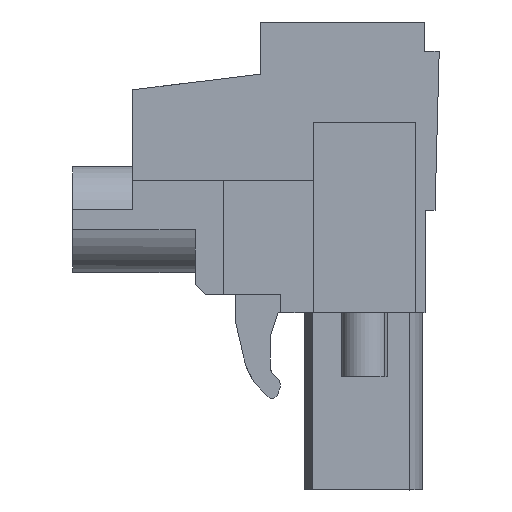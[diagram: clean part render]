
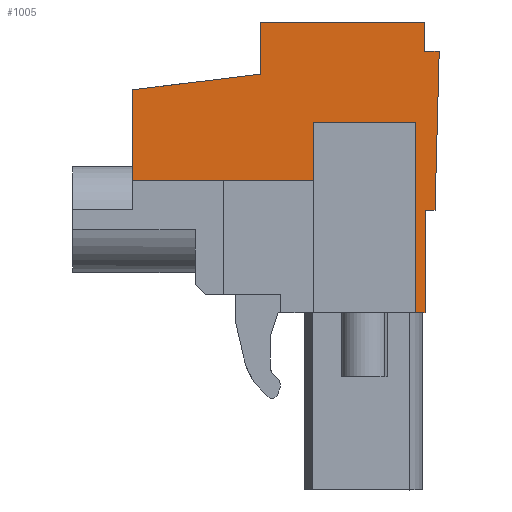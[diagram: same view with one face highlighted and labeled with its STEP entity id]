
A CAD part, left-side view. The second image highlights one B-rep face of the part: STEP entity #1005.
In plain terms, the highlighted planar face has unit normal (-1, 0, 0).
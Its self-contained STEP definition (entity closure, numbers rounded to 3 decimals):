
#905=AXIS2_PLACEMENT_3D('Plane Axis2P3D',#902,#903,#904) ;
#40=CARTESIAN_POINT('Vertex',(4.94,8.9,20.75)) ;
#45=CARTESIAN_POINT('Line Origine',(4.94,8.9,22.05)) ;
#49=CARTESIAN_POINT('Vertex',(4.94,8.9,23.35)) ;
#775=CARTESIAN_POINT('Vertex',(4.94,15.25,19.97)) ;
#778=CARTESIAN_POINT('Line Origine',(4.94,12.075,20.36)) ;
#902=CARTESIAN_POINT('Axis2P3D Location',(4.94,-1.91,-25.3)) ;
#907=CARTESIAN_POINT('Line Origine',(4.94,0.908,8.85)) ;
#911=CARTESIAN_POINT('Vertex',(4.94,1.139,8.85)) ;
#913=CARTESIAN_POINT('Vertex',(4.94,0.677,8.85)) ;
#916=CARTESIAN_POINT('Line Origine',(4.94,0.664,11.4)) ;
#920=CARTESIAN_POINT('Vertex',(4.94,0.65,13.95)) ;
#923=CARTESIAN_POINT('Line Origine',(4.94,0.414,13.95)) ;
#927=CARTESIAN_POINT('Vertex',(4.94,0.179,13.95)) ;
#930=CARTESIAN_POINT('Line Origine',(4.94,0.075,17.925)) ;
#934=CARTESIAN_POINT('Vertex',(4.94,-0.029,21.9)) ;
#937=CARTESIAN_POINT('Line Origine',(4.94,0.335,21.9)) ;
#941=CARTESIAN_POINT('Vertex',(4.94,0.7,21.9)) ;
#944=CARTESIAN_POINT('Line Origine',(4.94,0.7,22.625)) ;
#948=CARTESIAN_POINT('Vertex',(4.94,0.7,23.35)) ;
#951=CARTESIAN_POINT('Line Origine',(4.94,4.8,23.35)) ;
#956=CARTESIAN_POINT('Line Origine',(4.94,15.25,17.71)) ;
#960=CARTESIAN_POINT('Vertex',(4.94,15.25,15.45)) ;
#963=CARTESIAN_POINT('Line Origine',(4.94,10.744,15.45)) ;
#967=CARTESIAN_POINT('Vertex',(4.94,6.239,15.45)) ;
#970=CARTESIAN_POINT('Line Origine',(4.94,6.239,16.68)) ;
#974=CARTESIAN_POINT('Vertex',(4.94,6.239,17.91)) ;
#977=CARTESIAN_POINT('Line Origine',(4.94,3.689,17.91)) ;
#981=CARTESIAN_POINT('Vertex',(4.94,1.139,17.91)) ;
#984=CARTESIAN_POINT('Line Origine',(4.94,1.139,13.38)) ;
#46=DIRECTION('Vector Direction',(0.,0.,1.)) ;
#779=DIRECTION('Vector Direction',(0.,-0.993,0.122)) ;
#903=DIRECTION('Axis2P3D Direction',(-1.,0.,0.)) ;
#904=DIRECTION('Axis2P3D XDirection',(0.,-1.,0.)) ;
#908=DIRECTION('Vector Direction',(0.,-1.,0.)) ;
#917=DIRECTION('Vector Direction',(0.,-0.005,1.)) ;
#924=DIRECTION('Vector Direction',(0.,1.,0.)) ;
#931=DIRECTION('Vector Direction',(0.,0.026,-1.)) ;
#938=DIRECTION('Vector Direction',(0.,-1.,0.)) ;
#945=DIRECTION('Vector Direction',(0.,0.,-1.)) ;
#952=DIRECTION('Vector Direction',(0.,-1.,0.)) ;
#957=DIRECTION('Vector Direction',(0.,0.,-1.)) ;
#964=DIRECTION('Vector Direction',(0.,1.,0.)) ;
#971=DIRECTION('Vector Direction',(0.,0.,-1.)) ;
#978=DIRECTION('Vector Direction',(0.,-1.,0.)) ;
#985=DIRECTION('Vector Direction',(0.,0.,-1.)) ;
#47=VECTOR('Line Direction',#46,1.) ;
#780=VECTOR('Line Direction',#779,1.) ;
#909=VECTOR('Line Direction',#908,1.) ;
#918=VECTOR('Line Direction',#917,1.) ;
#925=VECTOR('Line Direction',#924,1.) ;
#932=VECTOR('Line Direction',#931,1.) ;
#939=VECTOR('Line Direction',#938,1.) ;
#946=VECTOR('Line Direction',#945,1.) ;
#953=VECTOR('Line Direction',#952,1.) ;
#958=VECTOR('Line Direction',#957,1.) ;
#965=VECTOR('Line Direction',#964,1.) ;
#972=VECTOR('Line Direction',#971,1.) ;
#979=VECTOR('Line Direction',#978,1.) ;
#986=VECTOR('Line Direction',#985,1.) ;
#990=ORIENTED_EDGE('',*,*,#915,.T.) ;
#991=ORIENTED_EDGE('',*,*,#922,.T.) ;
#992=ORIENTED_EDGE('',*,*,#929,.T.) ;
#993=ORIENTED_EDGE('',*,*,#936,.T.) ;
#994=ORIENTED_EDGE('',*,*,#943,.T.) ;
#995=ORIENTED_EDGE('',*,*,#950,.T.) ;
#996=ORIENTED_EDGE('',*,*,#955,.T.) ;
#997=ORIENTED_EDGE('',*,*,#51,.T.) ;
#998=ORIENTED_EDGE('',*,*,#782,.T.) ;
#999=ORIENTED_EDGE('',*,*,#962,.T.) ;
#1000=ORIENTED_EDGE('',*,*,#969,.F.) ;
#1001=ORIENTED_EDGE('',*,*,#976,.T.) ;
#1002=ORIENTED_EDGE('',*,*,#983,.T.) ;
#1003=ORIENTED_EDGE('',*,*,#988,.F.) ;
#1005=ADVANCED_FACE('HOUSING',(#1004),#906,.T.) ;
#51=EDGE_CURVE('',#50,#41,#48,.F.) ;
#782=EDGE_CURVE('',#41,#776,#781,.F.) ;
#915=EDGE_CURVE('',#912,#914,#910,.T.) ;
#922=EDGE_CURVE('',#914,#921,#919,.T.) ;
#929=EDGE_CURVE('',#921,#928,#926,.F.) ;
#936=EDGE_CURVE('',#928,#935,#933,.F.) ;
#943=EDGE_CURVE('',#935,#942,#940,.F.) ;
#950=EDGE_CURVE('',#942,#949,#947,.F.) ;
#955=EDGE_CURVE('',#949,#50,#954,.F.) ;
#962=EDGE_CURVE('',#776,#961,#959,.T.) ;
#969=EDGE_CURVE('',#968,#961,#966,.T.) ;
#976=EDGE_CURVE('',#968,#975,#973,.F.) ;
#983=EDGE_CURVE('',#975,#982,#980,.T.) ;
#988=EDGE_CURVE('',#912,#982,#987,.F.) ;
#989=EDGE_LOOP('',(#990,#991,#992,#993,#994,#995,#996,#997,#998,#999,#1000,#1001,#1002,#1003)) ;
#1004=FACE_OUTER_BOUND('',#989,.T.) ;
#48=LINE('Line',#45,#47) ;
#781=LINE('Line',#778,#780) ;
#910=LINE('Line',#907,#909) ;
#919=LINE('Line',#916,#918) ;
#926=LINE('Line',#923,#925) ;
#933=LINE('Line',#930,#932) ;
#940=LINE('Line',#937,#939) ;
#947=LINE('Line',#944,#946) ;
#954=LINE('Line',#951,#953) ;
#959=LINE('Line',#956,#958) ;
#966=LINE('Line',#963,#965) ;
#973=LINE('Line',#970,#972) ;
#980=LINE('Line',#977,#979) ;
#987=LINE('Line',#984,#986) ;
#906=PLANE('',#905) ;
#41=VERTEX_POINT('',#40) ;
#50=VERTEX_POINT('',#49) ;
#776=VERTEX_POINT('',#775) ;
#912=VERTEX_POINT('',#911) ;
#914=VERTEX_POINT('',#913) ;
#921=VERTEX_POINT('',#920) ;
#928=VERTEX_POINT('',#927) ;
#935=VERTEX_POINT('',#934) ;
#942=VERTEX_POINT('',#941) ;
#949=VERTEX_POINT('',#948) ;
#961=VERTEX_POINT('',#960) ;
#968=VERTEX_POINT('',#967) ;
#975=VERTEX_POINT('',#974) ;
#982=VERTEX_POINT('',#981) ;
